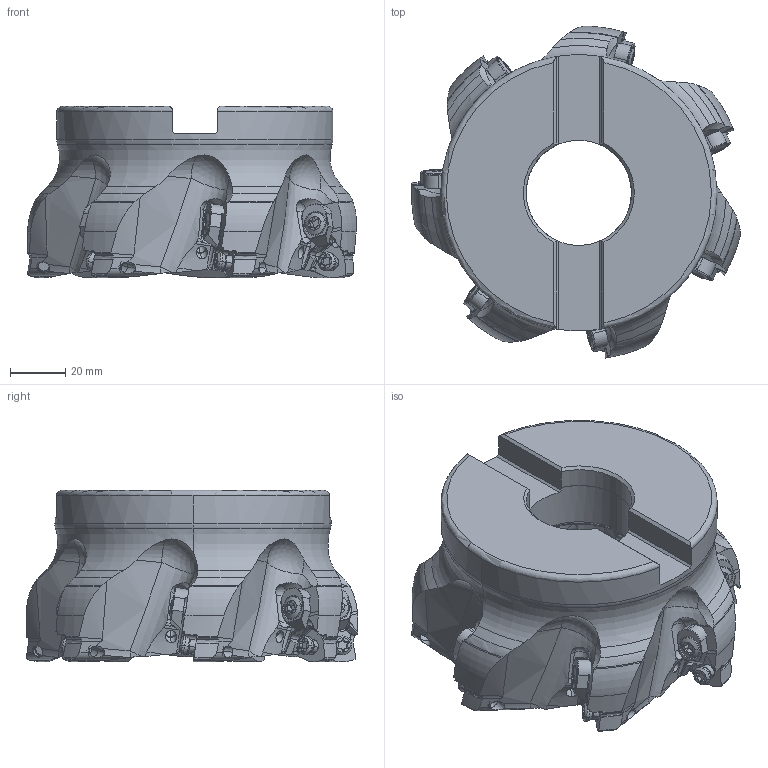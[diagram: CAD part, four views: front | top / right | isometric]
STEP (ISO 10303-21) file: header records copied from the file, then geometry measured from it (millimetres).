
FILE_DESCRIPTION(/* description */ (''),/* implementation_level */ '2;1');
FILE_NAME(/* name */ 'AJX14RA12507E.stp',/* time_stamp */ '2021-09-08T11:49:10+09:00',/* author */ (''),/* organization */ (''),/* preprocessor_version */ 'ST-DEVELOPER v16',/* originating_system */ 'SIEMENS PLM Software NX 10.0',/* authorisation */ '');
FILE_SCHEMA (('AUTOMOTIVE_DESIGN { 1 0 10303 214 3 1 1 1 }'));
Products named in the file (1): AJX14RA12507E_ASM
Bounding box: 119.07 x 120.18 x 62.14 mm (x, y, z)
Volume: 370646.8 mm3; surface area: 62162 mm2
Topology: 29 solids, 29 shells, 1537 faces, 4233 edges, 2830 vertices
Faces by surface type: cylinder 733, plane 419, cone 208, torus 114, sphere 42, bspline 21
Entity records: 62813 total; most frequent: CARTESIAN_POINT 22794, DIRECTION 8322, ORIENTED_EDGE 8312, EDGE_CURVE 4156, AXIS2_PLACEMENT_3D 3432, VERTEX_POINT 2732, CIRCLE 1718, EDGE_LOOP 1650
